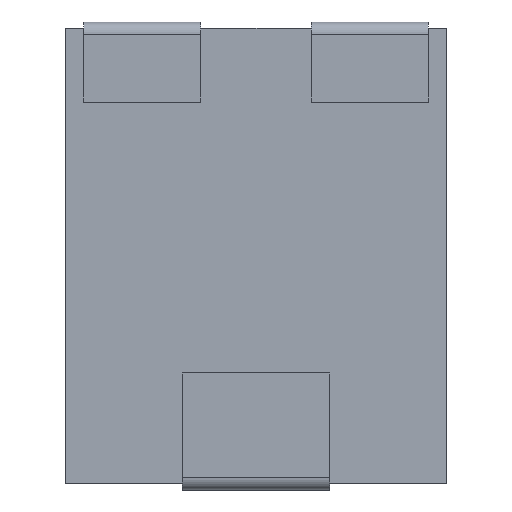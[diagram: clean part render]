
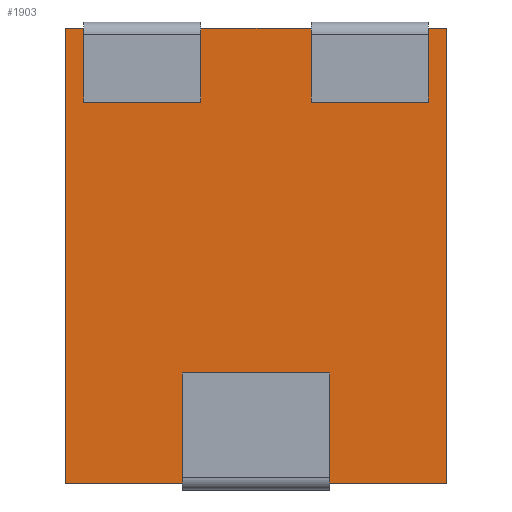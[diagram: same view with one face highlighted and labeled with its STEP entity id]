
A CAD part, front view. The second image highlights one B-rep face of the part: STEP entity #1903.
In plain terms, the highlighted planar face has unit normal (0, -1, 0).
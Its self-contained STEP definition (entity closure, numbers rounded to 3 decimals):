
#1637 = CARTESIAN_POINT ( 'NONE',  ( 0.45, 0.1, 1.9 ) ) ;
#1670 = DIRECTION ( 'NONE',  ( 1., 0., 0. ) ) ;
#1671 = VECTOR ( 'NONE', #1670, 1000. ) ;
#1672 = CARTESIAN_POINT ( 'NONE',  ( -1.55, 0.1, 1.9 ) ) ;
#1673 = LINE ( 'NONE', #1672, #1671 ) ;
#1701 = CARTESIAN_POINT ( 'NONE',  ( 0.45, 0.1, 1.3 ) ) ;
#1751 = DIRECTION ( 'NONE',  ( 0., 0., 1. ) ) ;
#1752 = VECTOR ( 'NONE', #1751, 1000. ) ;
#1753 = CARTESIAN_POINT ( 'NONE',  ( -1.55, 0.1, 1.9 ) ) ;
#1754 = LINE ( 'NONE', #1753, #1752 ) ;
#1789 = CARTESIAN_POINT ( 'NONE',  ( -1.55, 0.1, -1.8 ) ) ;
#1807 = CARTESIAN_POINT ( 'NONE',  ( -1.4, 0.1, 1.9 ) ) ;
#1808 = DIRECTION ( 'NONE',  ( 0., 0., 1. ) ) ;
#1809 = VECTOR ( 'NONE', #1808, 1000. ) ;
#1810 = CARTESIAN_POINT ( 'NONE',  ( -1.4, 0.1, -1.8 ) ) ;
#1811 = LINE ( 'NONE', #1810, #1809 ) ;
#1860 = EDGE_CURVE ( 'NONE', #1875, #1861, #2760, .T. ) ;
#1861 = VERTEX_POINT ( 'NONE', #2756 ) ;
#1862 = ORIENTED_EDGE ( 'NONE', *, *, #1863, .F. ) ;
#1863 = EDGE_CURVE ( 'NONE', #1864, #1861, #2746, .T. ) ;
#1864 = VERTEX_POINT ( 'NONE', #2742 ) ;
#1865 = ORIENTED_EDGE ( 'NONE', *, *, #1866, .F. ) ;
#1866 = EDGE_CURVE ( 'NONE', #1867, #1864, #2741, .T. ) ;
#1867 = VERTEX_POINT ( 'NONE', #2737 ) ;
#1868 = ORIENTED_EDGE ( 'NONE', *, *, #1869, .F. ) ;
#1869 = EDGE_CURVE ( 'NONE', #1885, #1867, #2736, .T. ) ;
#1870 = ORIENTED_EDGE ( 'NONE', *, *, #2017, .T. ) ;
#1871 = EDGE_CURVE ( 'NONE', #1907, #1872, #2732, .T. ) ;
#1872 = VERTEX_POINT ( 'NONE', #2710 ) ;
#1873 = ORIENTED_EDGE ( 'NONE', *, *, #1874, .T. ) ;
#1874 = EDGE_CURVE ( 'NONE', #1872, #1875, #2709, .T. ) ;
#1875 = VERTEX_POINT ( 'NONE', #2705 ) ;
#1876 = EDGE_CURVE ( 'NONE', #1877, #2016, #2694, .T. ) ;
#1877 = VERTEX_POINT ( 'NONE', #2690 ) ;
#1885 = VERTEX_POINT ( 'NONE', #2678 ) ;
#1886 = ORIENTED_EDGE ( 'NONE', *, *, #1887, .T. ) ;
#1887 = EDGE_CURVE ( 'NONE', #1885, #1877, #2677, .T. ) ;
#1891 = VERTEX_POINT ( 'NONE', #2667 ) ;
#1892 = VERTEX_POINT ( 'NONE', #2666 ) ;
#1893 = ORIENTED_EDGE ( 'NONE', *, *, #1894, .T. ) ;
#1894 = EDGE_CURVE ( 'NONE', #1891, #1892, #2663, .T. ) ;
#1895 = EDGE_CURVE ( 'NONE', #1891, #2011, #2659, .T. ) ;
#1896 = EDGE_CURVE ( 'NONE', #2016, #2011, #2654, .T. ) ;
#1897 = EDGE_CURVE ( 'NONE', #1892, #1898, #2655, .T. ) ;
#1898 = VERTEX_POINT ( 'NONE', #2640 ) ;
#1900 = ORIENTED_EDGE ( 'NONE', *, *, #1896, .T. ) ;
#1903 = ADVANCED_FACE ( 'NONE', ( #2623 ), #2622, .T. ) ;
#1904 = ORIENTED_EDGE ( 'NONE', *, *, #1897, .T. ) ;
#1906 = ORIENTED_EDGE ( 'NONE', *, *, #1910, .F. ) ;
#1907 = VERTEX_POINT ( 'NONE', #2986 ) ;
#1908 = ORIENTED_EDGE ( 'NONE', *, *, #2024, .F. ) ;
#1909 = VERTEX_POINT ( 'NONE', #3003 ) ;
#1910 = EDGE_CURVE ( 'NONE', #1907, #2019, #3002, .T. ) ;
#1911 = ORIENTED_EDGE ( 'NONE', *, *, #1871, .T. ) ;
#1912 = ORIENTED_EDGE ( 'NONE', *, *, #1895, .F. ) ;
#2011 = VERTEX_POINT ( 'NONE', #1637 ) ;
#2016 = VERTEX_POINT ( 'NONE', #1701 ) ;
#2017 = EDGE_CURVE ( 'NONE', #1898, #2018, #1811, .T. ) ;
#2018 = VERTEX_POINT ( 'NONE', #1807 ) ;
#2019 = VERTEX_POINT ( 'NONE', #1789 ) ;
#2020 = EDGE_LOOP ( 'NONE', ( #2315, #1900, #1912, #1893, #1904, #1870, #1908, #2021, #1906, #1911, #1873, #2183, #1862, #1865, #1868, #1886 ) ) ;
#2021 = ORIENTED_EDGE ( 'NONE', *, *, #2022, .F. ) ;
#2022 = EDGE_CURVE ( 'NONE', #2019, #1909, #1754, .T. ) ;
#2024 = EDGE_CURVE ( 'NONE', #1909, #2018, #1673, .T. ) ;
#2183 = ORIENTED_EDGE ( 'NONE', *, *, #1860, .T. ) ;
#2315 = ORIENTED_EDGE ( 'NONE', *, *, #1876, .T. ) ;
#2616 = DIRECTION ( 'NONE',  ( 0., 0., -1. ) ) ;
#2617 = DIRECTION ( 'NONE',  ( 0., -1., 0. ) ) ;
#2618 = CARTESIAN_POINT ( 'NONE',  ( -1.55, 0.1, -1.8 ) ) ;
#2621 = AXIS2_PLACEMENT_3D ( 'NONE', #2618, #2617, #2616 ) ;
#2622 = PLANE ( 'NONE',  #2621 ) ;
#2623 = FACE_OUTER_BOUND ( 'NONE', #2020, .T. ) ;
#2640 = CARTESIAN_POINT ( 'NONE',  ( -1.4, 0.1, 1.3 ) ) ;
#2641 = DIRECTION ( 'NONE',  ( -1., 0., 0. ) ) ;
#2642 = VECTOR ( 'NONE', #2641, 1000. ) ;
#2643 = CARTESIAN_POINT ( 'NONE',  ( -1.55, 0.1, 1.3 ) ) ;
#2651 = DIRECTION ( 'NONE',  ( 0., 0., 1. ) ) ;
#2652 = VECTOR ( 'NONE', #2651, 1000. ) ;
#2653 = CARTESIAN_POINT ( 'NONE',  ( 0.45, 0.1, -1.8 ) ) ;
#2654 = LINE ( 'NONE', #2653, #2652 ) ;
#2655 = LINE ( 'NONE', #2643, #2642 ) ;
#2656 = DIRECTION ( 'NONE',  ( 1., 0., 0. ) ) ;
#2657 = VECTOR ( 'NONE', #2656, 1000. ) ;
#2658 = CARTESIAN_POINT ( 'NONE',  ( -1.55, 0.1, 1.9 ) ) ;
#2659 = LINE ( 'NONE', #2658, #2657 ) ;
#2660 = DIRECTION ( 'NONE',  ( 0., 0., -1. ) ) ;
#2661 = VECTOR ( 'NONE', #2660, 1000. ) ;
#2662 = CARTESIAN_POINT ( 'NONE',  ( -0.45, 0.1, -1.8 ) ) ;
#2663 = LINE ( 'NONE', #2662, #2661 ) ;
#2666 = CARTESIAN_POINT ( 'NONE',  ( -0.45, 0.1, 1.3 ) ) ;
#2667 = CARTESIAN_POINT ( 'NONE',  ( -0.45, 0.1, 1.9 ) ) ;
#2674 = DIRECTION ( 'NONE',  ( 0., 0., -1. ) ) ;
#2675 = VECTOR ( 'NONE', #2674, 1000. ) ;
#2676 = CARTESIAN_POINT ( 'NONE',  ( 1.4, 0.1, -1.8 ) ) ;
#2677 = LINE ( 'NONE', #2676, #2675 ) ;
#2678 = CARTESIAN_POINT ( 'NONE',  ( 1.4, 0.1, 1.9 ) ) ;
#2690 = CARTESIAN_POINT ( 'NONE',  ( 1.4, 0.1, 1.3 ) ) ;
#2691 = DIRECTION ( 'NONE',  ( -1., 0., 0. ) ) ;
#2692 = VECTOR ( 'NONE', #2691, 1000. ) ;
#2693 = CARTESIAN_POINT ( 'NONE',  ( -1.55, 0.1, 1.3 ) ) ;
#2694 = LINE ( 'NONE', #2693, #2692 ) ;
#2705 = CARTESIAN_POINT ( 'NONE',  ( 0.6, 0.1, -0.9 ) ) ;
#2706 = DIRECTION ( 'NONE',  ( 1., 0., 0. ) ) ;
#2707 = VECTOR ( 'NONE', #2706, 1000. ) ;
#2708 = CARTESIAN_POINT ( 'NONE',  ( -1.55, 0.1, -0.9 ) ) ;
#2709 = LINE ( 'NONE', #2708, #2707 ) ;
#2710 = CARTESIAN_POINT ( 'NONE',  ( -0.6, 0.1, -0.9 ) ) ;
#2729 = DIRECTION ( 'NONE',  ( 0., 0., 1. ) ) ;
#2730 = VECTOR ( 'NONE', #2729, 1000. ) ;
#2731 = CARTESIAN_POINT ( 'NONE',  ( -0.6, 0.1, -1.8 ) ) ;
#2732 = LINE ( 'NONE', #2731, #2730 ) ;
#2733 = DIRECTION ( 'NONE',  ( 1., 0., 0. ) ) ;
#2734 = VECTOR ( 'NONE', #2733, 1000. ) ;
#2735 = CARTESIAN_POINT ( 'NONE',  ( -1.55, 0.1, 1.9 ) ) ;
#2736 = LINE ( 'NONE', #2735, #2734 ) ;
#2737 = CARTESIAN_POINT ( 'NONE',  ( 1.55, 0.1, 1.9 ) ) ;
#2738 = DIRECTION ( 'NONE',  ( 0., 0., -1. ) ) ;
#2739 = VECTOR ( 'NONE', #2738, 1000. ) ;
#2740 = CARTESIAN_POINT ( 'NONE',  ( 1.55, 0.1, 1.9 ) ) ;
#2741 = LINE ( 'NONE', #2740, #2739 ) ;
#2742 = CARTESIAN_POINT ( 'NONE',  ( 1.55, 0.1, -1.8 ) ) ;
#2743 = DIRECTION ( 'NONE',  ( -1., 0., 0. ) ) ;
#2744 = VECTOR ( 'NONE', #2743, 1000. ) ;
#2745 = CARTESIAN_POINT ( 'NONE',  ( -1.55, 0.1, -1.8 ) ) ;
#2746 = LINE ( 'NONE', #2745, #2744 ) ;
#2756 = CARTESIAN_POINT ( 'NONE',  ( 0.6, 0.1, -1.8 ) ) ;
#2757 = DIRECTION ( 'NONE',  ( 0., 0., -1. ) ) ;
#2758 = VECTOR ( 'NONE', #2757, 1000. ) ;
#2759 = CARTESIAN_POINT ( 'NONE',  ( 0.6, 0.1, -1.8 ) ) ;
#2760 = LINE ( 'NONE', #2759, #2758 ) ;
#2955 = DIRECTION ( 'NONE',  ( -1., 0., 0. ) ) ;
#2986 = CARTESIAN_POINT ( 'NONE',  ( -0.6, 0.1, -1.8 ) ) ;
#3000 = VECTOR ( 'NONE', #2955, 1000. ) ;
#3001 = CARTESIAN_POINT ( 'NONE',  ( -1.55, 0.1, -1.8 ) ) ;
#3002 = LINE ( 'NONE', #3001, #3000 ) ;
#3003 = CARTESIAN_POINT ( 'NONE',  ( -1.55, 0.1, 1.9 ) ) ;
